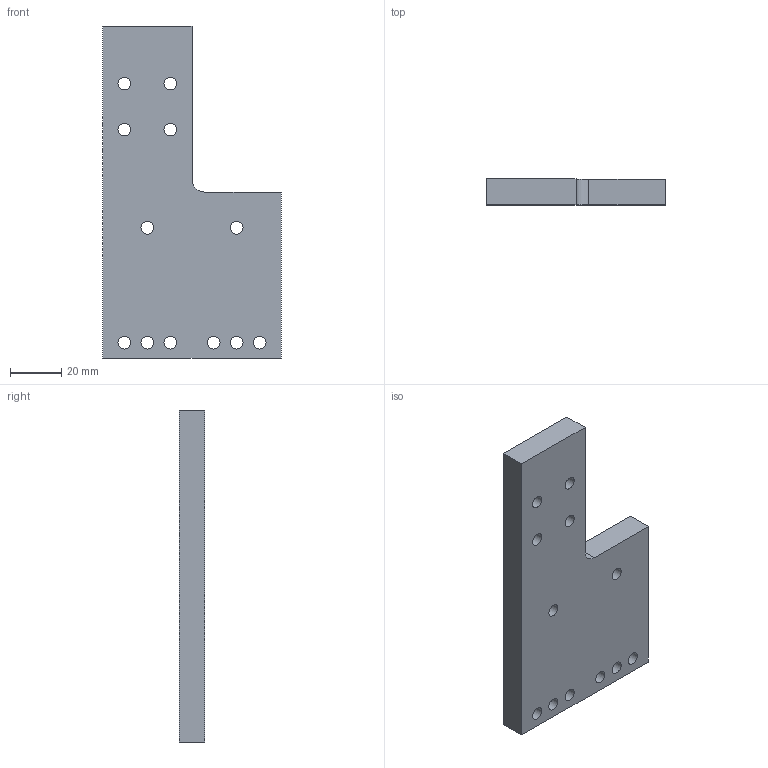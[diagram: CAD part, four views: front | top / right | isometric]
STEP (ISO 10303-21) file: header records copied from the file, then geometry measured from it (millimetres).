
FILE_DESCRIPTION(/* description */ ('Unknown'),/* implementation_level */ '2;1');
FILE_NAME(/* name */ 'PlatteMitJetter',/* time_stamp */ '2024-05-23T12:04:51+02:00',/* author */ ('Unknown'),/* organization */ ('Unknown'),/* preprocessor_version */ 'ST-DEVELOPER v18.1',/* originating_system */ 'Solid Edge',/* authorisation */ 'Unknown');
FILE_SCHEMA (('AUTOMOTIVE_DESIGN {1 0 10303 214 3 1 1}'));
Length unit declared in the file: millimetre
Products named in the file (1): PlatteMitJetter
Bounding box: 70 x 10 x 130 mm (x, y, z)
Volume: 65947.5 mm3; surface area: 19053 mm2
Topology: 1 solids, 1 shells, 21 faces, 61 edges, 42 vertices
Faces by surface type: cylinder 13, plane 8
Full cylindrical faces by diameter (mm): 5 x12
Entity records: 695 total; most frequent: DIRECTION 115, CARTESIAN_POINT 105, ORIENTED_EDGE 90, EDGE_LOOP 57, FACE_BOUND 57, AXIS2_PLACEMENT_3D 48, EDGE_CURVE 45, VERTEX_POINT 38
